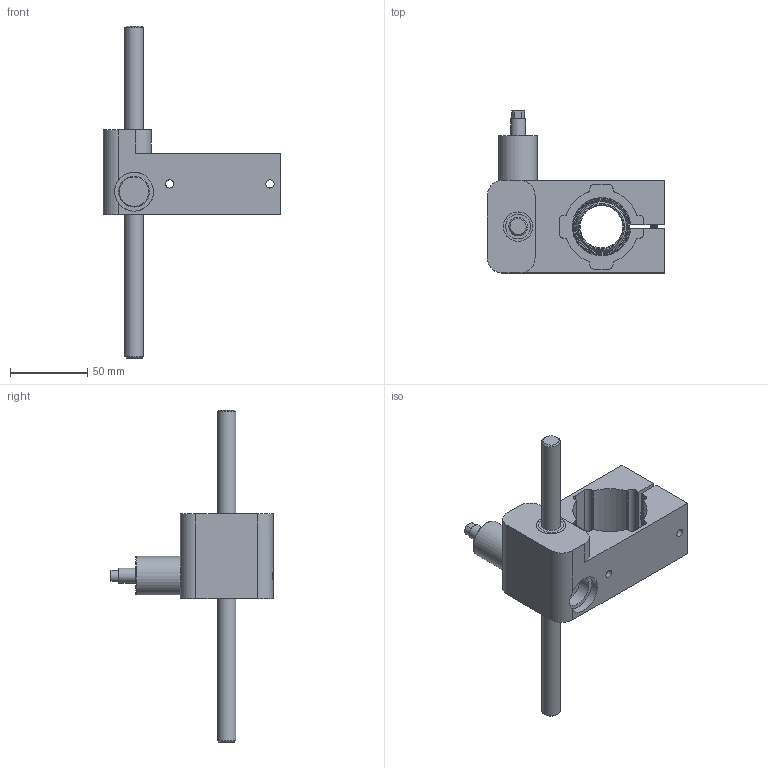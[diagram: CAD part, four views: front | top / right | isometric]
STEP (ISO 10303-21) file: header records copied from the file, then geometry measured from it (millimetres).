
FILE_DESCRIPTION (( 'STEP AP214' ), '1' );
FILE_NAME ('0186-0839_220816_MF01-BK84.STEP', '2022-08-16T13:23:51', ( '' ), ( '' ), 'SwSTEP 2.0', 'SolidWorks 2022', '' );
FILE_SCHEMA (( 'AUTOMOTIVE_DESIGN' ));
Length unit declared in the file: millimetre
Products named in the file (7): 0230-0094_zyl.-schr._i-6kt_M5x35_8.8_v-b; 0150-5052_HB01-37; 0150-3133_PAW01-28_PAW01-28; 0180-0972_MF01k-BK84; 0260-0174_MF01k-KS12x215; 0186-0839_220816_MF01-BK84; 0230-0062_Linearkugellager_LBBR 12-2LS
Assembly tree (7 placements, depth 2):
  0186-0839_220816_MF01-BK84
    0180-0972_MF01k-BK84
    0260-0174_MF01k-KS12x215
    0230-0062_Linearkugellager_LBBR 12-2LS
    0150-3133_PAW01-28_PAW01-28
    0150-5052_HB01-37
    0230-0094_zyl.-schr._i-6kt_M5x35_8.8_v-b  x2
Bounding box: 115 x 105 x 215 mm (x, y, z)
Volume: 246594.4 mm3; surface area: 68305.6 mm2
Topology: 9 solids, 9 shells, 454 faces, 978 edges, 561 vertices
Faces by surface type: cone 187, cylinder 154, plane 106, torus 7
Full cylindrical faces by diameter (mm): 4.2 x3, 5 x84, 5.3 x4, 8.5 x2, 9.73 x1, 10 x5, 12 x5, 14 x2, 16 x4, 19 x2, 19.8 x1, 20 x3, 25 x1, 25.2 x2, 28.8 x1, 36.48 x1
Entity records: 8753 total; most frequent: CARTESIAN_POINT 1594, DIRECTION 1410, ORIENTED_EDGE 954, AXIS2_PLACEMENT_3D 619, EDGE_LOOP 542, EDGE_CURVE 477, FACE_OUTER_BOUND 393, VERTEX_POINT 389
